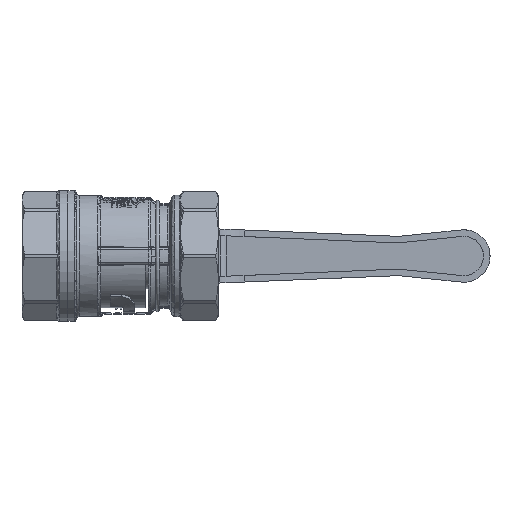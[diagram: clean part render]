
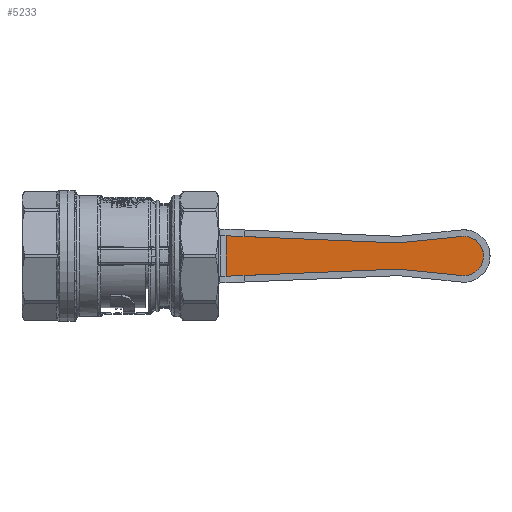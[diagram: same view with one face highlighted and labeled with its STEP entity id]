
A CAD part, front view. The second image highlights one B-rep face of the part: STEP entity #5233.
In plain terms, the highlighted planar face has unit normal (0, -1, 0).
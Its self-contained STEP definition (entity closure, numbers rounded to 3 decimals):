
#1746 = CARTESIAN_POINT ( 'NONE',  ( 105.784, 52.8, -5.962 ) ) ;
#1957 = ORIENTED_EDGE ( 'NONE', *, *, #30348, .F. ) ;
#2075 = CARTESIAN_POINT ( 'NONE',  ( 111., 52.8, 0.394 ) ) ;
#2566 = CARTESIAN_POINT ( 'NONE',  ( 105., 52.8, 6. ) ) ;
#2669 = VERTEX_POINT ( 'NONE', #15213 ) ;
#4153 = CARTESIAN_POINT ( 'NONE',  ( 105., 52.8, -6. ) ) ;
#4351 = EDGE_CURVE ( 'NONE', #28992, #16904, #12202, .T. ) ;
#5233 = ADVANCED_FACE ( 'NONE', ( #47178 ), #25001, .F. ) ;
#5649 = EDGE_CURVE ( 'NONE', #44677, #43149, #30012, .T. ) ;
#6314 = CARTESIAN_POINT ( 'NONE',  ( 109.522, 52.8, 3.964 ) ) ;
#6492 = CARTESIAN_POINT ( 'NONE',  ( 110.694, 52.8, 1.932 ) ) ;
#6655 = CARTESIAN_POINT ( 'NONE',  ( 105.784, 52.8, 5.962 ) ) ;
#7507 = CARTESIAN_POINT ( 'NONE',  ( 104.391, 52.8, -5.969 ) ) ;
#8658 = EDGE_CURVE ( 'NONE', #16904, #24151, #46662, .T. ) ;
#8773 = EDGE_CURVE ( 'NONE', #24151, #44677, #30598, .T. ) ;
#8877 = CARTESIAN_POINT ( 'NONE',  ( 104.797, 52.8, 6. ) ) ;
#8924 = CARTESIAN_POINT ( 'NONE',  ( 97.947, 52.8, -5.311 ) ) ;
#9231 = CARTESIAN_POINT ( 'NONE',  ( 109.521, 52.8, -3.964 ) ) ;
#9503 = CARTESIAN_POINT ( 'NONE',  ( 32.364, 52.8, 6.171 ) ) ;
#9883 = DIRECTION ( 'NONE',  ( 0., 1., 0. ) ) ;
#9889 = CARTESIAN_POINT ( 'NONE',  ( 106.932, 52.8, 5.694 ) ) ;
#9937 = ORIENTED_EDGE ( 'NONE', *, *, #5649, .F. ) ;
#10230 = CARTESIAN_POINT ( 'NONE',  ( 110.808, 52.8, -1.557 ) ) ;
#10404 = CARTESIAN_POINT ( 'NONE',  ( 109.77, 52.8, 3.661 ) ) ;
#10414 = CARTESIAN_POINT ( 'NONE',  ( 32.364, 52.8, -6.171 ) ) ;
#12202 = B_SPLINE_CURVE_WITH_KNOTS ( 'NONE', 3,
 ( #32229, #8924, #48120, #44218 ),
 .UNSPECIFIED., .F., .F.,
 ( 4, 4 ),
 ( 0., 1. ),
 .UNSPECIFIED. ) ;
#13018 = CARTESIAN_POINT ( 'NONE',  ( 106.557, 52.8, -5.808 ) ) ;
#13625 = CARTESIAN_POINT ( 'NONE',  ( 85.061, 52.8, 3.996 ) ) ;
#14201 = CARTESIAN_POINT ( 'NONE',  ( 105., 52.8, 6. ) ) ;
#14377 = CARTESIAN_POINT ( 'NONE',  ( 110.208, 52.8, 3.006 ) ) ;
#14383 = CARTESIAN_POINT ( 'NONE',  ( 85.061, 52.8, -3.996 ) ) ;
#14671 = B_SPLINE_CURVE_WITH_KNOTS ( 'NONE', 3,
 ( #42580, #30464, #18779, #27012 ),
 .UNSPECIFIED., .F., .F.,
 ( 4, 4 ),
 ( 0., 1. ),
 .UNSPECIFIED. ) ;
#15123 = EDGE_CURVE ( 'NONE', #2669, #28992, #30536, .T. ) ;
#15213 = CARTESIAN_POINT ( 'NONE',  ( 105., 52.8, -6. ) ) ;
#15275 = ORIENTED_EDGE ( 'NONE', *, *, #36593, .T. ) ;
#15800 = CARTESIAN_POINT ( 'NONE',  ( 104.593, 52.8, -5.99 ) ) ;
#16904 = VERTEX_POINT ( 'NONE', #38771 ) ;
#16957 = CARTESIAN_POINT ( 'NONE',  ( 106.932, 52.8, -5.694 ) ) ;
#17451 = DIRECTION ( 'NONE',  ( 1., 0., 0. ) ) ;
#17789 = CARTESIAN_POINT ( 'NONE',  ( 106.557, 52.8, 5.808 ) ) ;
#18120 = CARTESIAN_POINT ( 'NONE',  ( 67.495, 52.8, -4.721 ) ) ;
#18391 = AXIS2_PLACEMENT_3D ( 'NONE', #40913, #9883, #17451 ) ;
#18779 = CARTESIAN_POINT ( 'NONE',  ( 97.947, 52.8, 5.311 ) ) ;
#20016 = CARTESIAN_POINT ( 'NONE',  ( 104.593, 52.8, 5.99 ) ) ;
#20467 = CARTESIAN_POINT ( 'NONE',  ( 104.391, 52.8, 5.969 ) ) ;
#20871 = CARTESIAN_POINT ( 'NONE',  ( 108.006, 52.8, -5.208 ) ) ;
#21480 = CARTESIAN_POINT ( 'NONE',  ( 67.495, 52.8, 4.721 ) ) ;
#21876 = CARTESIAN_POINT ( 'NONE',  ( 110.694, 52.8, -1.932 ) ) ;
#22027 = CARTESIAN_POINT ( 'NONE',  ( 85.061, 52.8, 3.996 ) ) ;
#22050 = CARTESIAN_POINT ( 'NONE',  ( 108.006, 52.8, 5.208 ) ) ;
#22259 = CARTESIAN_POINT ( 'NONE',  ( 32.364, 52.8, 6.171 ) ) ;
#23651 = CARTESIAN_POINT ( 'NONE',  ( 104.391, 52.8, -5.969 ) ) ;
#23795 = CARTESIAN_POINT ( 'NONE',  ( 104.391, 52.8, 5.969 ) ) ;
#23968 = EDGE_LOOP ( 'NONE', ( #45674, #31919, #15275, #1957, #39775, #9937, #48477, #42963 ) ) ;
#24151 = VERTEX_POINT ( 'NONE', #47629 ) ;
#24424 = CARTESIAN_POINT ( 'NONE',  ( 32.364, 52.8, -2.057 ) ) ;
#24830 = CARTESIAN_POINT ( 'NONE',  ( 108.964, 52.8, -4.522 ) ) ;
#25001 = PLANE ( 'NONE',  #18391 ) ;
#26023 = CARTESIAN_POINT ( 'NONE',  ( 105.394, 52.8, 6. ) ) ;
#26028 = CARTESIAN_POINT ( 'NONE',  ( 49.93, 52.8, -5.446 ) ) ;
#27012 = CARTESIAN_POINT ( 'NONE',  ( 104.391, 52.8, 5.969 ) ) ;
#27602 = VERTEX_POINT ( 'NONE', #2566 ) ;
#28992 = VERTEX_POINT ( 'NONE', #7507 ) ;
#29969 = CARTESIAN_POINT ( 'NONE',  ( 110.392, 52.8, -2.66 ) ) ;
#30012 = B_SPLINE_CURVE_WITH_KNOTS ( 'NONE', 3,
 ( #9503, #40852, #21480, #13625 ),
 .UNSPECIFIED., .F., .F.,
 ( 4, 4 ),
 ( 0., 1. ),
 .UNSPECIFIED. ) ;
#30348 = EDGE_CURVE ( 'NONE', #42260, #27602, #47095, .T. ) ;
#30464 = CARTESIAN_POINT ( 'NONE',  ( 91.504, 52.8, 4.654 ) ) ;
#30536 = B_SPLINE_CURVE_WITH_KNOTS ( 'NONE', 3,
 ( #4153, #34801, #15800, #23651 ),
 .UNSPECIFIED., .F., .F.,
 ( 4, 4 ),
 ( 0., 1. ),
 .UNSPECIFIED. ) ;
#30598 = B_SPLINE_CURVE_WITH_KNOTS ( 'NONE', 3,
 ( #50627, #24424, #31839, #31659 ),
 .UNSPECIFIED., .F., .F.,
 ( 4, 4 ),
 ( 0., 1. ),
 .UNSPECIFIED. ) ;
#31659 = CARTESIAN_POINT ( 'NONE',  ( 32.364, 52.8, 6.171 ) ) ;
#31839 = CARTESIAN_POINT ( 'NONE',  ( 32.364, 52.8, 2.057 ) ) ;
#31919 = ORIENTED_EDGE ( 'NONE', *, *, #15123, .F. ) ;
#32229 = CARTESIAN_POINT ( 'NONE',  ( 104.391, 52.8, -5.969 ) ) ;
#32539 = CARTESIAN_POINT ( 'NONE',  ( 105., 52.8, -6. ) ) ;
#33871 = CARTESIAN_POINT ( 'NONE',  ( 110.962, 52.8, 0.784 ) ) ;
#34042 = CARTESIAN_POINT ( 'NONE',  ( 107.66, 52.8, 5.392 ) ) ;
#34801 = CARTESIAN_POINT ( 'NONE',  ( 104.797, 52.8, -6. ) ) ;
#36593 = EDGE_CURVE ( 'NONE', #2669, #27602, #47907, .T. ) ;
#36648 = CARTESIAN_POINT ( 'NONE',  ( 109.77, 52.8, -3.661 ) ) ;
#37649 = CARTESIAN_POINT ( 'NONE',  ( 110.808, 52.8, 1.557 ) ) ;
#38771 = CARTESIAN_POINT ( 'NONE',  ( 85.061, 52.8, -3.996 ) ) ;
#39775 = ORIENTED_EDGE ( 'NONE', *, *, #43309, .F. ) ;
#40592 = CARTESIAN_POINT ( 'NONE',  ( 105.394, 52.8, -6. ) ) ;
#40852 = CARTESIAN_POINT ( 'NONE',  ( 49.93, 52.8, 5.446 ) ) ;
#40913 = CARTESIAN_POINT ( 'NONE',  ( 105., 52.8, 0. ) ) ;
#41251 = CARTESIAN_POINT ( 'NONE',  ( 110.208, 52.8, -3.006 ) ) ;
#41402 = CARTESIAN_POINT ( 'NONE',  ( 110.392, 52.8, 2.66 ) ) ;
#41575 = CARTESIAN_POINT ( 'NONE',  ( 108.964, 52.8, 4.521 ) ) ;
#42260 = VERTEX_POINT ( 'NONE', #20467 ) ;
#42580 = CARTESIAN_POINT ( 'NONE',  ( 85.061, 52.8, 3.996 ) ) ;
#42963 = ORIENTED_EDGE ( 'NONE', *, *, #8658, .F. ) ;
#43149 = VERTEX_POINT ( 'NONE', #22027 ) ;
#43309 = EDGE_CURVE ( 'NONE', #43149, #42260, #14671, .T. ) ;
#43315 = CARTESIAN_POINT ( 'NONE',  ( 105., 52.8, 6. ) ) ;
#44218 = CARTESIAN_POINT ( 'NONE',  ( 85.061, 52.8, -3.996 ) ) ;
#44354 = CARTESIAN_POINT ( 'NONE',  ( 107.66, 52.8, -5.392 ) ) ;
#44677 = VERTEX_POINT ( 'NONE', #22259 ) ;
#45020 = CARTESIAN_POINT ( 'NONE',  ( 108.661, 52.8, 4.77 ) ) ;
#45536 = CARTESIAN_POINT ( 'NONE',  ( 111., 52.8, -0.394 ) ) ;
#45674 = ORIENTED_EDGE ( 'NONE', *, *, #4351, .F. ) ;
#46662 = B_SPLINE_CURVE_WITH_KNOTS ( 'NONE', 3,
 ( #14383, #18120, #26028, #10414 ),
 .UNSPECIFIED., .F., .F.,
 ( 4, 4 ),
 ( 0., 1. ),
 .UNSPECIFIED. ) ;
#47095 = B_SPLINE_CURVE_WITH_KNOTS ( 'NONE', 3,
 ( #23795, #20016, #8877, #43315 ),
 .UNSPECIFIED., .F., .F.,
 ( 4, 4 ),
 ( 0., 1. ),
 .UNSPECIFIED. ) ;
#47178 = FACE_OUTER_BOUND ( 'NONE', #23968, .T. ) ;
#47629 = CARTESIAN_POINT ( 'NONE',  ( 32.364, 52.8, -6.171 ) ) ;
#47907 = B_SPLINE_CURVE_WITH_KNOTS ( 'NONE', 3,
 ( #32539, #40592, #1746, #13018, #16957, #44354, #20871, #48253, #24830, #9231, #36648, #41251, #29969, #21876, #10230, #48918, #45536, #2075, #33871, #37649, #6492, #41402, #14377, #10404, #6314, #41575, #45020, #22050, #34042, #9889, #17789, #6655, #26023, #14201 ),
 .UNSPECIFIED., .F., .F.,
 ( 4, 2, 2, 2, 2, 2, 2, 2, 2, 2, 2, 2, 2, 2, 2, 2, 4 ),
 ( 0., 0.063, 0.125, 0.188, 0.25, 0.313, 0.375, 0.438, 0.5, 0.563, 0.625, 0.688, 0.75, 0.813, 0.875, 0.938, 1. ),
 .UNSPECIFIED. ) ;
#48120 = CARTESIAN_POINT ( 'NONE',  ( 91.504, 52.8, -4.654 ) ) ;
#48253 = CARTESIAN_POINT ( 'NONE',  ( 108.661, 52.8, -4.77 ) ) ;
#48477 = ORIENTED_EDGE ( 'NONE', *, *, #8773, .F. ) ;
#48918 = CARTESIAN_POINT ( 'NONE',  ( 110.962, 52.8, -0.784 ) ) ;
#50627 = CARTESIAN_POINT ( 'NONE',  ( 32.364, 52.8, -6.171 ) ) ;
